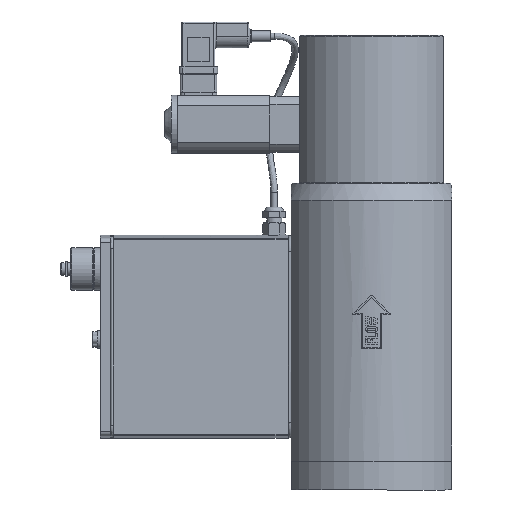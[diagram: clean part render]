
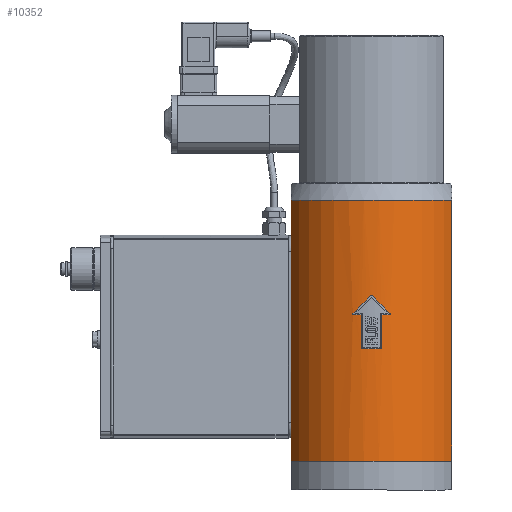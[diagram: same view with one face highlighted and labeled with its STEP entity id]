
A CAD part, left-side view. The second image highlights one B-rep face of the part: STEP entity #10352.
In plain terms, the highlighted cylindrical face has radius 41.5 mm (diameter 83 mm), a partial arc.
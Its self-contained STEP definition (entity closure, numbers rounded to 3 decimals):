
#40=ELLIPSE('',#11447,58.691,41.5);
#41=ELLIPSE('',#11451,58.689,41.5);
#741=FACE_BOUND('',#2448,.T.);
#814=B_SPLINE_CURVE_WITH_KNOTS('',3,(#18932,#18933,#18934,#18935,#18936,
#18937,#18938,#18939,#18940,#18941,#18942,#18943,#18944,#18945,#18946,#18947,
#18948),.UNSPECIFIED.,.F.,.F.,(4,2,2,3,2,2,2,4),(-0.028,-0.028,
-0.014,0.,0.014,0.028,0.043,
0.057),.UNSPECIFIED.);
#815=B_SPLINE_CURVE_WITH_KNOTS('',3,(#18960,#18961,#18962,#18963,#18964,
#18965,#18966,#18967,#18968,#18969,#18970,#18971,#18972,#18973,#18974,#18975),
 .UNSPECIFIED.,.F.,.F.,(4,2,2,2,2,2,2,4),(0.057,0.072,
0.086,0.1,0.114,0.128,
0.142,0.143),.UNSPECIFIED.);
#816=B_SPLINE_CURVE_WITH_KNOTS('',3,(#18978,#18979,#18980,#18981,#18982,
#18983,#18984,#18985,#18986,#18987),.UNSPECIFIED.,.F.,.F.,(4,2,2,2,4),(0.141,
0.155,0.17,0.184,0.198),
 .UNSPECIFIED.);
#1303=CYLINDRICAL_SURFACE('',#11445,41.5);
#1793=FACE_OUTER_BOUND('',#2447,.T.);
#2447=EDGE_LOOP('',(#9438,#9439,#9440,#9441));
#2448=EDGE_LOOP('',(#9442,#9443,#9444,#9445,#9446,#9447,#9448,#9449,#9450,
#9451));
#3137=LINE('',#18924,#3830);
#3138=LINE('',#18927,#3831);
#3139=LINE('',#18952,#3832);
#3140=LINE('',#18956,#3833);
#3830=VECTOR('',#14152,10.);
#3831=VECTOR('',#14155,10.);
#3832=VECTOR('',#14160,10.);
#3833=VECTOR('',#14163,10.);
#4424=CIRCLE('',#11418,41.5);
#4440=CIRCLE('',#11446,41.5);
#4441=CIRCLE('',#11448,41.5);
#4442=CIRCLE('',#11449,41.5);
#4443=CIRCLE('',#11450,41.5);
#5324=VERTEX_POINT('',#18727);
#5325=VERTEX_POINT('',#18731);
#5378=VERTEX_POINT('',#18923);
#5379=VERTEX_POINT('',#18925);
#5380=VERTEX_POINT('',#18928);
#5381=VERTEX_POINT('',#18929);
#5382=VERTEX_POINT('',#18931);
#5383=VERTEX_POINT('',#18949);
#5384=VERTEX_POINT('',#18951);
#5385=VERTEX_POINT('',#18953);
#5386=VERTEX_POINT('',#18955);
#5387=VERTEX_POINT('',#18957);
#5388=VERTEX_POINT('',#18959);
#5389=VERTEX_POINT('',#18976);
#6713=EDGE_CURVE('',#5325,#5324,#4424,.T.);
#6768=EDGE_CURVE('',#5324,#5378,#3137,.T.);
#6769=EDGE_CURVE('',#5378,#5379,#4440,.T.);
#6770=EDGE_CURVE('',#5325,#5379,#3138,.T.);
#6771=EDGE_CURVE('',#5380,#5381,#40,.T.);
#6772=EDGE_CURVE('',#5381,#5382,#814,.T.);
#6773=EDGE_CURVE('',#5382,#5383,#4441,.T.);
#6774=EDGE_CURVE('',#5383,#5384,#3139,.T.);
#6775=EDGE_CURVE('',#5384,#5385,#4442,.T.);
#6776=EDGE_CURVE('',#5385,#5386,#3140,.T.);
#6777=EDGE_CURVE('',#5386,#5387,#4443,.T.);
#6778=EDGE_CURVE('',#5387,#5388,#815,.T.);
#6779=EDGE_CURVE('',#5388,#5389,#41,.T.);
#6780=EDGE_CURVE('',#5389,#5380,#816,.T.);
#9438=ORIENTED_EDGE('',*,*,#6713,.T.);
#9439=ORIENTED_EDGE('',*,*,#6768,.T.);
#9440=ORIENTED_EDGE('',*,*,#6769,.T.);
#9441=ORIENTED_EDGE('',*,*,#6770,.F.);
#9442=ORIENTED_EDGE('',*,*,#6771,.T.);
#9443=ORIENTED_EDGE('',*,*,#6772,.T.);
#9444=ORIENTED_EDGE('',*,*,#6773,.T.);
#9445=ORIENTED_EDGE('',*,*,#6774,.T.);
#9446=ORIENTED_EDGE('',*,*,#6775,.T.);
#9447=ORIENTED_EDGE('',*,*,#6776,.T.);
#9448=ORIENTED_EDGE('',*,*,#6777,.T.);
#9449=ORIENTED_EDGE('',*,*,#6778,.T.);
#9450=ORIENTED_EDGE('',*,*,#6779,.T.);
#9451=ORIENTED_EDGE('',*,*,#6780,.T.);
#10352=ADVANCED_FACE('',(#1793,#741),#1303,.T.);
#11418=AXIS2_PLACEMENT_3D('',#18732,#14077,#14078);
#11445=AXIS2_PLACEMENT_3D('',#18922,#14150,#14151);
#11446=AXIS2_PLACEMENT_3D('',#18926,#14153,#14154);
#11447=AXIS2_PLACEMENT_3D('',#18930,#14156,#14157);
#11448=AXIS2_PLACEMENT_3D('',#18950,#14158,#14159);
#11449=AXIS2_PLACEMENT_3D('',#18954,#14161,#14162);
#11450=AXIS2_PLACEMENT_3D('',#18958,#14164,#14165);
#11451=AXIS2_PLACEMENT_3D('',#18977,#14166,#14167);
#14077=DIRECTION('center_axis',(0.,0.,
-1.));
#14078=DIRECTION('ref_axis',(-1.,0.,0.));
#14150=DIRECTION('center_axis',(0.,0.,
-1.));
#14151=DIRECTION('ref_axis',(-1.,0.,0.));
#14152=DIRECTION('',(0.,0.,-1.));
#14153=DIRECTION('center_axis',(0.,0.,
1.));
#14154=DIRECTION('ref_axis',(-1.,0.,0.));
#14155=DIRECTION('',(0.,0.,-1.));
#14156=DIRECTION('center_axis',(0.,-0.707,
0.707));
#14157=DIRECTION('ref_axis',(0.,0.707,0.707));
#14158=DIRECTION('center_axis',(0.,0.,
-1.));
#14159=DIRECTION('ref_axis',(-1.,0.,0.));
#14160=DIRECTION('',(0.,0.,-1.));
#14161=DIRECTION('center_axis',(0.,0.,
-1.));
#14162=DIRECTION('ref_axis',(-1.,0.,0.));
#14163=DIRECTION('',(0.,0.,1.));
#14164=DIRECTION('center_axis',(0.,0.,
-1.));
#14165=DIRECTION('ref_axis',(-1.,0.,0.));
#14166=DIRECTION('center_axis',(0.,0.707,
0.707));
#14167=DIRECTION('ref_axis',(0.,0.707,-0.707));
#18727=CARTESIAN_POINT('',(-17.776,13.,16.306));
#18731=CARTESIAN_POINT('',(-17.776,-62.,16.306));
#18732=CARTESIAN_POINT('Origin',(0.,-24.5,
16.306));
#18922=CARTESIAN_POINT('Origin',(0.,-24.5,
24.1));
#18923=CARTESIAN_POINT('',(-17.776,13.,-105.4));
#18924=CARTESIAN_POINT('',(-17.776,13.,24.1));
#18925=CARTESIAN_POINT('',(-17.776,-62.,-105.4));
#18926=CARTESIAN_POINT('Origin',(0.,-24.5,
-105.4));
#18927=CARTESIAN_POINT('',(-17.776,-62.,24.1));
#18928=CARTESIAN_POINT('',(-41.499,-24.769,-28.203));
#18929=CARTESIAN_POINT('',(-40.59,-33.143,-36.578));
#18930=CARTESIAN_POINT('Origin',(0.,-24.5,
-27.935));
#18931=CARTESIAN_POINT('',(-40.646,-32.878,-37.218));
#18932=CARTESIAN_POINT('Ctrl Pts',(-40.59,-33.143,-36.578));
#18933=CARTESIAN_POINT('Ctrl Pts',(-40.59,-33.144,
-36.579));
#18934=CARTESIAN_POINT('Ctrl Pts',(-40.59,-33.144,
-36.579));
#18935=CARTESIAN_POINT('Ctrl Pts',(-40.583,-33.177,
-36.612));
#18936=CARTESIAN_POINT('Ctrl Pts',(-40.577,-33.206,
-36.654));
#18937=CARTESIAN_POINT('Ctrl Pts',(-40.568,-33.244,
-36.746));
#18938=CARTESIAN_POINT('Ctrl Pts',(-40.566,-33.253,
-36.796));
#18939=CARTESIAN_POINT('Ctrl Pts',(-40.566,-33.253,
-36.843));
#18940=CARTESIAN_POINT('Ctrl Pts',(-40.566,-33.253,
-36.89));
#18941=CARTESIAN_POINT('Ctrl Pts',(-40.568,-33.244,
-36.94));
#18942=CARTESIAN_POINT('Ctrl Pts',(-40.577,-33.206,
-37.032));
#18943=CARTESIAN_POINT('Ctrl Pts',(-40.583,-33.177,
-37.074));
#18944=CARTESIAN_POINT('Ctrl Pts',(-40.597,-33.111,
-37.141));
#18945=CARTESIAN_POINT('Ctrl Pts',(-40.606,-33.068,
-37.17));
#18946=CARTESIAN_POINT('Ctrl Pts',(-40.625,-32.976,
-37.209));
#18947=CARTESIAN_POINT('Ctrl Pts',(-40.636,-32.925,
-37.218));
#18948=CARTESIAN_POINT('Ctrl Pts',(-40.646,-32.878,
-37.218));
#18949=CARTESIAN_POINT('',(-41.213,-29.373,-37.218));
#18950=CARTESIAN_POINT('Origin',(0.,-24.5,
-37.218));
#18951=CARTESIAN_POINT('',(-41.213,-29.373,-53.093));
#18952=CARTESIAN_POINT('',(-41.213,-29.373,24.1));
#18953=CARTESIAN_POINT('',(-41.214,-19.633,-53.093));
#18954=CARTESIAN_POINT('Origin',(0.,-24.5,-53.093));
#18955=CARTESIAN_POINT('',(-41.214,-19.633,-37.218));
#18956=CARTESIAN_POINT('',(-41.214,-19.633,24.1));
#18957=CARTESIAN_POINT('',(-40.647,-16.128,-37.218));
#18958=CARTESIAN_POINT('Origin',(0.,-24.5,
-37.218));
#18959=CARTESIAN_POINT('',(-40.591,-15.863,-36.578));
#18960=CARTESIAN_POINT('Ctrl Pts',(-40.647,-16.128,
-37.218));
#18961=CARTESIAN_POINT('Ctrl Pts',(-40.637,-16.081,
-37.218));
#18962=CARTESIAN_POINT('Ctrl Pts',(-40.627,-16.03,
-37.209));
#18963=CARTESIAN_POINT('Ctrl Pts',(-40.607,-15.938,-37.17));
#18964=CARTESIAN_POINT('Ctrl Pts',(-40.598,-15.895,
-37.141));
#18965=CARTESIAN_POINT('Ctrl Pts',(-40.584,-15.829,
-37.074));
#18966=CARTESIAN_POINT('Ctrl Pts',(-40.578,-15.8,
-37.032));
#18967=CARTESIAN_POINT('Ctrl Pts',(-40.57,-15.762,
-36.94));
#18968=CARTESIAN_POINT('Ctrl Pts',(-40.568,-15.753,
-36.89));
#18969=CARTESIAN_POINT('Ctrl Pts',(-40.568,-15.753,
-36.796));
#18970=CARTESIAN_POINT('Ctrl Pts',(-40.57,-15.762,
-36.746));
#18971=CARTESIAN_POINT('Ctrl Pts',(-40.578,-15.8,
-36.654));
#18972=CARTESIAN_POINT('Ctrl Pts',(-40.584,-15.829,
-36.612));
#18973=CARTESIAN_POINT('Ctrl Pts',(-40.591,-15.862,
-36.579));
#18974=CARTESIAN_POINT('Ctrl Pts',(-40.591,-15.862,
-36.579));
#18975=CARTESIAN_POINT('Ctrl Pts',(-40.591,-15.863,
-36.578));
#18976=CARTESIAN_POINT('',(-41.499,-24.238,-28.203));
#18977=CARTESIAN_POINT('Origin',(0.,-24.5,
-27.941));
#18978=CARTESIAN_POINT('Ctrl Pts',(-41.499,-24.238,-28.203));
#18979=CARTESIAN_POINT('Ctrl Pts',(-41.499,-24.271,-28.17));
#18980=CARTESIAN_POINT('Ctrl Pts',(-41.5,-24.314,-28.141));
#18981=CARTESIAN_POINT('Ctrl Pts',(-41.5,-24.406,
-28.103));
#18982=CARTESIAN_POINT('Ctrl Pts',(-41.5,-24.456,-28.093));
#18983=CARTESIAN_POINT('Ctrl Pts',(-41.5,-24.55,-28.093));
#18984=CARTESIAN_POINT('Ctrl Pts',(-41.5,-24.601,-28.103));
#18985=CARTESIAN_POINT('Ctrl Pts',(-41.5,-24.693,
-28.141));
#18986=CARTESIAN_POINT('Ctrl Pts',(-41.499,-24.735,-28.17));
#18987=CARTESIAN_POINT('Ctrl Pts',(-41.499,-24.769,
-28.203));
